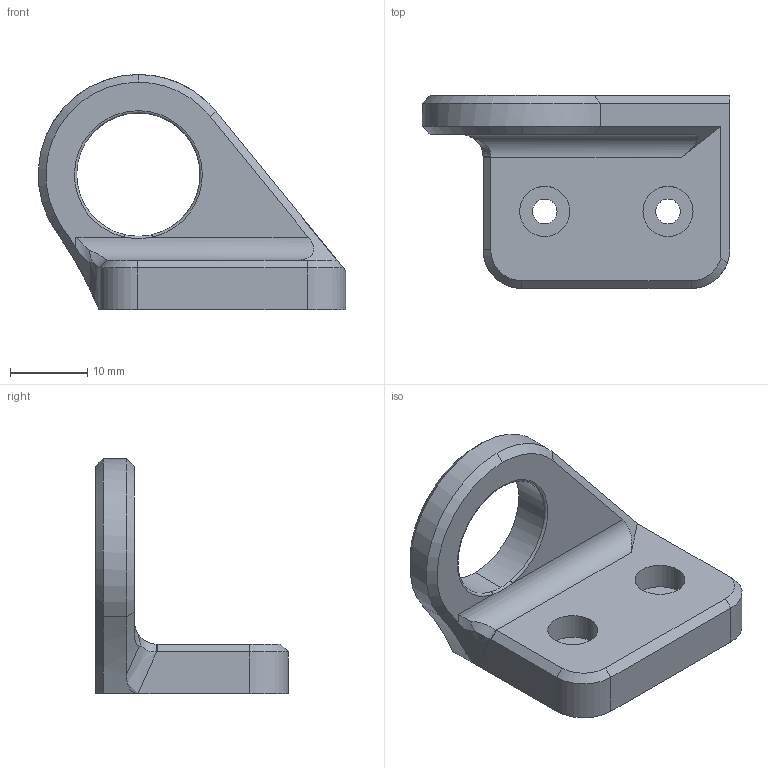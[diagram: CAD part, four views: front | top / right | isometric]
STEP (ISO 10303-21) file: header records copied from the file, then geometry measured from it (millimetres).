
FILE_DESCRIPTION (( 'STEP AP214' ), '1' );
FILE_NAME ('Right.STEP', '2024-10-12T21:47:41', ( '' ), ( '' ), 'SwSTEP 2.0', 'SolidWorks 2024', '' );
FILE_SCHEMA (( 'AUTOMOTIVE_DESIGN' ));
Length unit declared in the file: millimetre
Products named in the file (1): Right
Bounding box: 39.88 x 25 x 30.5 mm (x, y, z)
Volume: 6952.6 mm3; surface area: 3605.8 mm2
Topology: 1 solids, 1 shells, 43 faces, 107 edges, 67 vertices
Faces by surface type: cylinder 16, plane 14, cone 8, bspline 3, torus 2
Entity records: 1503 total; most frequent: CARTESIAN_POINT 454, DIRECTION 215, ORIENTED_EDGE 214, EDGE_CURVE 107, AXIS2_PLACEMENT_3D 84, VERTEX_POINT 67, EDGE_LOOP 50, VECTOR 47
